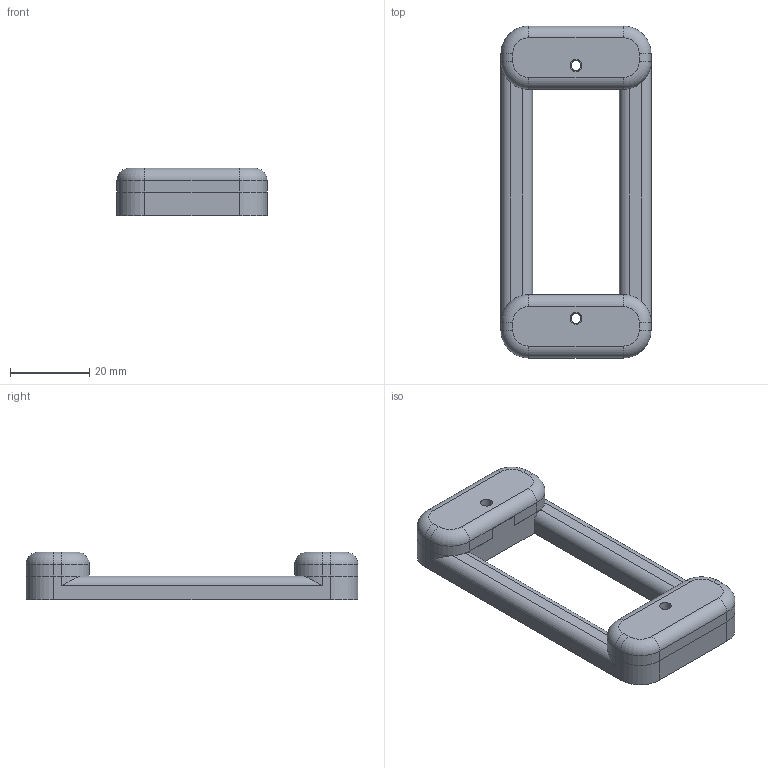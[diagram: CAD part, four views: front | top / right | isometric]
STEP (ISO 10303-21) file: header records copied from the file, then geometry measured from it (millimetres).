
FILE_DESCRIPTION(('FreeCAD Model'),'2;1');
FILE_NAME('Open CASCADE Shape Model','2025-05-09T15:20:47',(''),(''), 'Open CASCADE STEP processor 7.6','FreeCAD','Unknown');
FILE_SCHEMA(('AUTOMOTIVE_DESIGN { 1 0 10303 214 1 1 1 1 }'));
Length unit declared in the file: millimetre
Products named in the file (3): _0250323_Rotativo_luminoso; frame; focos
Assembly tree (2 placements, depth 2):
  _0250323_Rotativo_luminoso
    frame
    focos
Bounding box: 38 x 84 x 12 mm (x, y, z)
Volume: 13506.6 mm3; surface area: 10964.4 mm2
Topology: 3 solids, 3 shells, 149 faces, 392 edges, 256 vertices
Faces by surface type: plane 71, cylinder 58, cone 12, torus 8
Full cylindrical faces by diameter (mm): 2.5 x4, 3 x2, 8 x8, 10 x4
Entity records: 11876 total; most frequent: CARTESIAN_POINT 4125, DIRECTION 1402, ORIENTED_EDGE 784, PCURVE 784, DEFINITIONAL_REPRESENTATION 784, LINE 716, VECTOR 716, EDGE_CURVE 392
